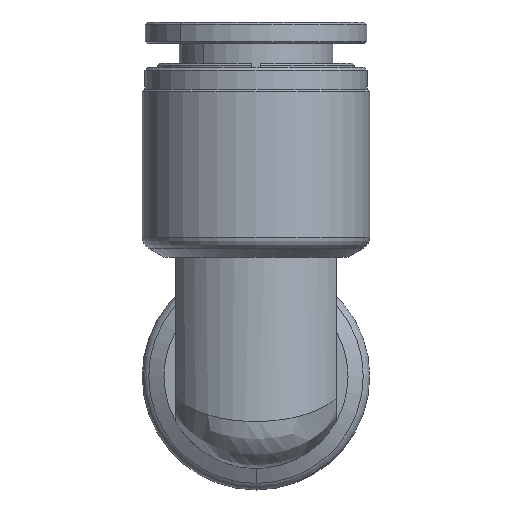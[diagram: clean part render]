
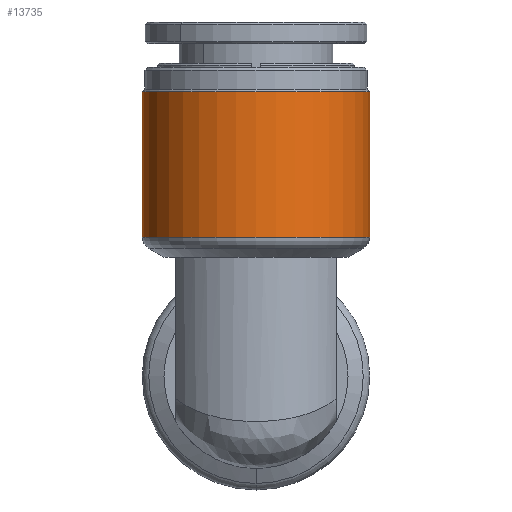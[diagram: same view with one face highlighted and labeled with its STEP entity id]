
A CAD part, front view. The second image highlights one B-rep face of the part: STEP entity #13735.
In plain terms, the highlighted cylindrical face has radius 10.5 mm (diameter 21 mm), a partial arc.
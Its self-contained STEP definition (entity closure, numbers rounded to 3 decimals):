
#292 = VERTEX_POINT ( 'NONE', #40390 ) ;
#1000 = AXIS2_PLACEMENT_3D ( 'NONE', #24215, #4041, #27607 ) ;
#1849 = ORIENTED_EDGE ( 'NONE', *, *, #12102, .T. ) ;
#2711 = EDGE_LOOP ( 'NONE', ( #18931, #38980, #23924, #1849 ) ) ;
#3574 = EDGE_CURVE ( 'NONE', #25884, #8025, #30886, .T. ) ;
#4041 = DIRECTION ( 'NONE',  ( 0., 0., -1. ) ) ;
#4605 = AXIS2_PLACEMENT_3D ( 'NONE', #14175, #37686, #17534 ) ;
#6059 = EDGE_CURVE ( 'NONE', #25884, #24874, #28365, .T. ) ;
#7490 = FACE_OUTER_BOUND ( 'NONE', #2711, .T. ) ;
#7556 = DIRECTION ( 'NONE',  ( 0., 0., -1. ) ) ;
#8025 = VERTEX_POINT ( 'NONE', #12764 ) ;
#12102 = EDGE_CURVE ( 'NONE', #292, #24874, #35208, .T. ) ;
#12764 = CARTESIAN_POINT ( 'NONE',  ( -10.5, 0., 15.25 ) ) ;
#13735 = ADVANCED_FACE ( 'NONE', ( #7490 ), #37977, .T. ) ;
#14175 = CARTESIAN_POINT ( 'NONE',  ( 0., 0., 1.849 ) ) ;
#15117 = AXIS2_PLACEMENT_3D ( 'NONE', #30928, #7556, #21072 ) ;
#17534 = DIRECTION ( 'NONE',  ( -1., 0., 0. ) ) ;
#18931 = ORIENTED_EDGE ( 'NONE', *, *, #6059, .F. ) ;
#19080 = EDGE_CURVE ( 'NONE', #8025, #292, #33650, .T. ) ;
#21072 = DIRECTION ( 'NONE',  ( -1., 0., 0. ) ) ;
#23299 = CARTESIAN_POINT ( 'NONE',  ( 10.5, 0., 15.5 ) ) ;
#23924 = ORIENTED_EDGE ( 'NONE', *, *, #19080, .T. ) ;
#24215 = CARTESIAN_POINT ( 'NONE',  ( 0., 0., 15.25 ) ) ;
#24874 = VERTEX_POINT ( 'NONE', #41946 ) ;
#25884 = VERTEX_POINT ( 'NONE', #38685 ) ;
#27607 = DIRECTION ( 'NONE',  ( 1., 0., 0. ) ) ;
#28365 = LINE ( 'NONE', #23299, #37327 ) ;
#30886 = CIRCLE ( 'NONE', #1000, 10.5 ) ;
#30928 = CARTESIAN_POINT ( 'NONE',  ( 0., 0., 15.5 ) ) ;
#32868 = CARTESIAN_POINT ( 'NONE',  ( -10.5, 0., 15.5 ) ) ;
#33650 = LINE ( 'NONE', #32868, #42544 ) ;
#35208 = CIRCLE ( 'NONE', #4605, 10.5 ) ;
#36250 = DIRECTION ( 'NONE',  ( 0., 0., -1. ) ) ;
#37327 = VECTOR ( 'NONE', #43390, 1000. ) ;
#37686 = DIRECTION ( 'NONE',  ( 0., 0., 1. ) ) ;
#37977 = CYLINDRICAL_SURFACE ( 'NONE', #15117, 10.5 ) ;
#38685 = CARTESIAN_POINT ( 'NONE',  ( 10.5, 0., 15.25 ) ) ;
#38980 = ORIENTED_EDGE ( 'NONE', *, *, #3574, .T. ) ;
#40390 = CARTESIAN_POINT ( 'NONE',  ( -10.5, 0., 1.849 ) ) ;
#41946 = CARTESIAN_POINT ( 'NONE',  ( 10.5, 0., 1.849 ) ) ;
#42544 = VECTOR ( 'NONE', #36250, 1000. ) ;
#43390 = DIRECTION ( 'NONE',  ( 0., 0., -1. ) ) ;
